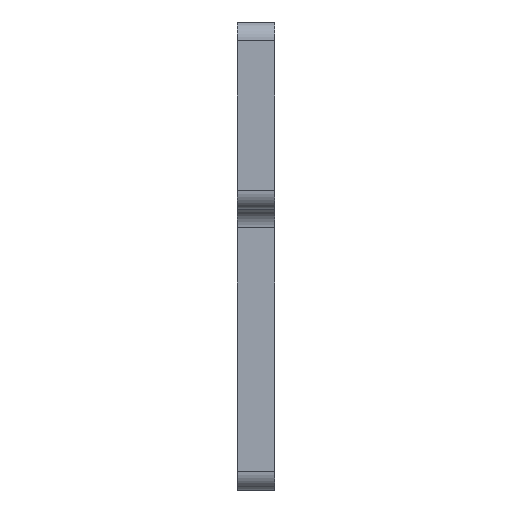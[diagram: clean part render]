
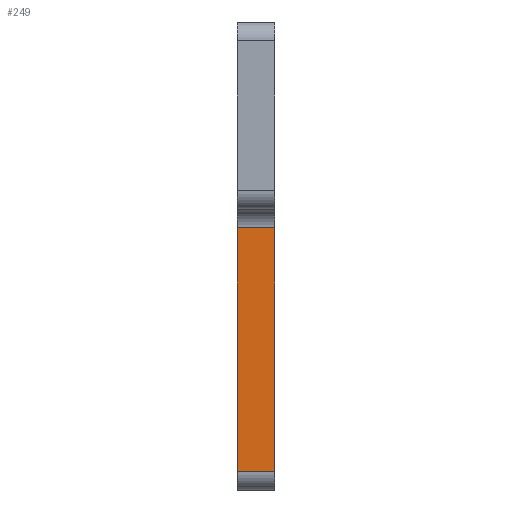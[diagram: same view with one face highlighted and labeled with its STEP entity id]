
A CAD part, left-side view. The second image highlights one B-rep face of the part: STEP entity #249.
In plain terms, the highlighted planar face has unit normal (-1, 0, 0).
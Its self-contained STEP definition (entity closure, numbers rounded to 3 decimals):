
#1 = CARTESIAN_POINT ( 'NONE',  ( -334.8, 40., -42.3 ) ) ;
#25 = VERTEX_POINT ( 'NONE', #539 ) ;
#36 = AXIS2_PLACEMENT_3D ( 'NONE', #402, #780, #716 ) ;
#54 = ORIENTED_EDGE ( 'NONE', *, *, #208, .T. ) ;
#69 = DIRECTION ( 'NONE',  ( 0., -1., 0. ) ) ;
#80 = PLANE ( 'NONE',  #36 ) ;
#91 = ORIENTED_EDGE ( 'NONE', *, *, #804, .T. ) ;
#114 = CARTESIAN_POINT ( 'NONE',  ( -334.8, 44., -42.3 ) ) ;
#129 = DIRECTION ( 'NONE',  ( 0., 1., 0. ) ) ;
#206 = ORIENTED_EDGE ( 'NONE', *, *, #688, .F. ) ;
#208 = EDGE_CURVE ( 'NONE', #815, #769, #589, .T. ) ;
#234 = EDGE_LOOP ( 'NONE', ( #54, #91, #206, #774 ) ) ;
#249 = ADVANCED_FACE ( 'NONE', ( #543 ), #80, .F. ) ;
#284 = DIRECTION ( 'NONE',  ( 0., 0., 1. ) ) ;
#322 = CARTESIAN_POINT ( 'NONE',  ( -334.8, 44., -16.3 ) ) ;
#346 = VERTEX_POINT ( 'NONE', #114 ) ;
#351 = CARTESIAN_POINT ( 'NONE',  ( -334.8, 40., -44.3 ) ) ;
#371 = VECTOR ( 'NONE', #69, 1000. ) ;
#373 = CARTESIAN_POINT ( 'NONE',  ( -334.8, 44., -44.3 ) ) ;
#381 = LINE ( 'NONE', #322, #616 ) ;
#402 = CARTESIAN_POINT ( 'NONE',  ( -334.8, 44., -44.3 ) ) ;
#438 = CARTESIAN_POINT ( 'NONE',  ( -334.8, 40., -16.3 ) ) ;
#481 = EDGE_CURVE ( 'NONE', #346, #815, #635, .T. ) ;
#517 = CARTESIAN_POINT ( 'NONE',  ( -334.8, 44., -42.3 ) ) ;
#539 = CARTESIAN_POINT ( 'NONE',  ( -334.8, 44., -16.3 ) ) ;
#543 = FACE_OUTER_BOUND ( 'NONE', #234, .T. ) ;
#556 = VECTOR ( 'NONE', #284, 1000. ) ;
#589 = LINE ( 'NONE', #351, #556 ) ;
#616 = VECTOR ( 'NONE', #129, 1000. ) ;
#635 = LINE ( 'NONE', #517, #371 ) ;
#675 = VECTOR ( 'NONE', #801, 1000. ) ;
#688 = EDGE_CURVE ( 'NONE', #346, #25, #749, .T. ) ;
#716 = DIRECTION ( 'NONE',  ( 0., 0., -1. ) ) ;
#749 = LINE ( 'NONE', #373, #675 ) ;
#769 = VERTEX_POINT ( 'NONE', #438 ) ;
#774 = ORIENTED_EDGE ( 'NONE', *, *, #481, .T. ) ;
#780 = DIRECTION ( 'NONE',  ( 1., 0., 0. ) ) ;
#801 = DIRECTION ( 'NONE',  ( 0., 0., 1. ) ) ;
#804 = EDGE_CURVE ( 'NONE', #769, #25, #381, .T. ) ;
#815 = VERTEX_POINT ( 'NONE', #1 ) ;
